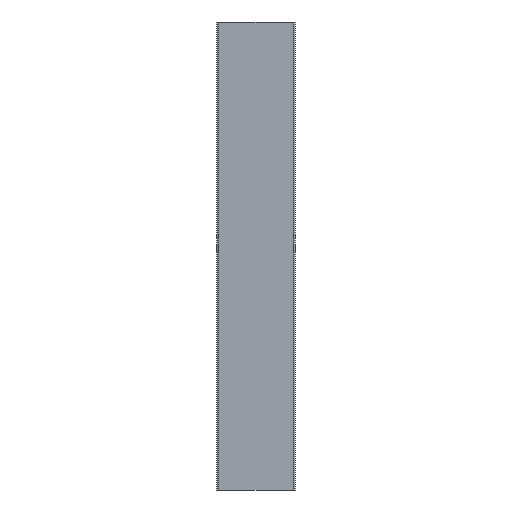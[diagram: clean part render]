
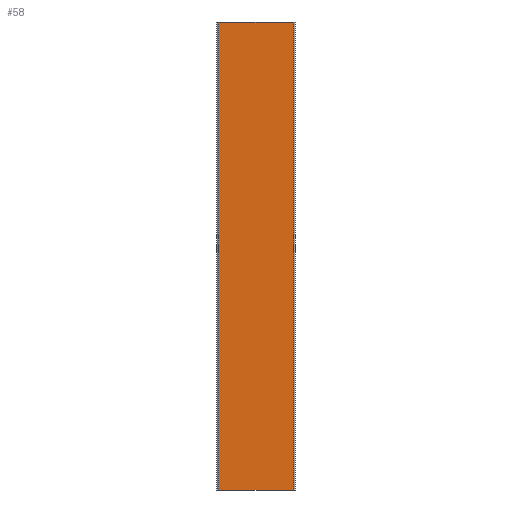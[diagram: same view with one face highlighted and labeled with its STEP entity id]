
A CAD part, left-side view. The second image highlights one B-rep face of the part: STEP entity #58.
In plain terms, the highlighted planar face has unit normal (-1, 0, 0).
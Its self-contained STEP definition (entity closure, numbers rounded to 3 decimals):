
#4 = VERTEX_POINT ( 'NONE', #264 ) ;
#8 = DIRECTION ( 'NONE',  ( 0., 1., 0. ) ) ;
#14 = CARTESIAN_POINT ( 'NONE',  ( -2., 3., 600. ) ) ;
#55 = EDGE_CURVE ( 'NONE', #197, #143, #483, .T. ) ;
#58 = ADVANCED_FACE ( 'NONE', ( #166 ), #134, .T. ) ;
#60 = EDGE_CURVE ( 'NONE', #316, #4, #567, .T. ) ;
#68 = EDGE_CURVE ( 'NONE', #316, #197, #224, .T. ) ;
#93 = ORIENTED_EDGE ( 'NONE', *, *, #447, .F. ) ;
#131 = EDGE_LOOP ( 'NONE', ( #93, #168, #427, #383 ) ) ;
#134 = PLANE ( 'NONE',  #258 ) ;
#140 = DIRECTION ( 'NONE',  ( 0., 0., -1. ) ) ;
#143 = VERTEX_POINT ( 'NONE', #365 ) ;
#166 = FACE_OUTER_BOUND ( 'NONE', #131, .T. ) ;
#168 = ORIENTED_EDGE ( 'NONE', *, *, #60, .F. ) ;
#172 = DIRECTION ( 'NONE',  ( 0., 0., 1. ) ) ;
#173 = DIRECTION ( 'NONE',  ( 0., 1., 0. ) ) ;
#185 = DIRECTION ( 'NONE',  ( -1., 0., 0. ) ) ;
#197 = VERTEX_POINT ( 'NONE', #261 ) ;
#209 = VECTOR ( 'NONE', #140, 1000. ) ;
#224 = LINE ( 'NONE', #243, #298 ) ;
#243 = CARTESIAN_POINT ( 'NONE',  ( -2., 0., 600. ) ) ;
#258 = AXIS2_PLACEMENT_3D ( 'NONE', #571, #185, #172 ) ;
#261 = CARTESIAN_POINT ( 'NONE',  ( -2., 98., 600. ) ) ;
#264 = CARTESIAN_POINT ( 'NONE',  ( -2., 3., 0. ) ) ;
#268 = CARTESIAN_POINT ( 'NONE',  ( -2., 0., 0. ) ) ;
#298 = VECTOR ( 'NONE', #173, 1000. ) ;
#316 = VERTEX_POINT ( 'NONE', #572 ) ;
#365 = CARTESIAN_POINT ( 'NONE',  ( -2., 98., 0. ) ) ;
#383 = ORIENTED_EDGE ( 'NONE', *, *, #55, .T. ) ;
#395 = DIRECTION ( 'NONE',  ( 0., 0., -1. ) ) ;
#424 = CARTESIAN_POINT ( 'NONE',  ( -2., 98., 600. ) ) ;
#427 = ORIENTED_EDGE ( 'NONE', *, *, #68, .T. ) ;
#447 = EDGE_CURVE ( 'NONE', #4, #143, #551, .T. ) ;
#483 = LINE ( 'NONE', #424, #209 ) ;
#551 = LINE ( 'NONE', #268, #592 ) ;
#567 = LINE ( 'NONE', #14, #586 ) ;
#571 = CARTESIAN_POINT ( 'NONE',  ( -2., 0., 600. ) ) ;
#572 = CARTESIAN_POINT ( 'NONE',  ( -2., 3., 600. ) ) ;
#586 = VECTOR ( 'NONE', #395, 1000. ) ;
#592 = VECTOR ( 'NONE', #8, 1000. ) ;
